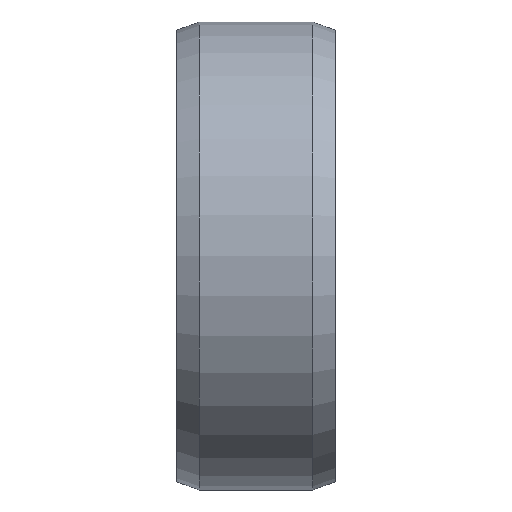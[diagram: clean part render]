
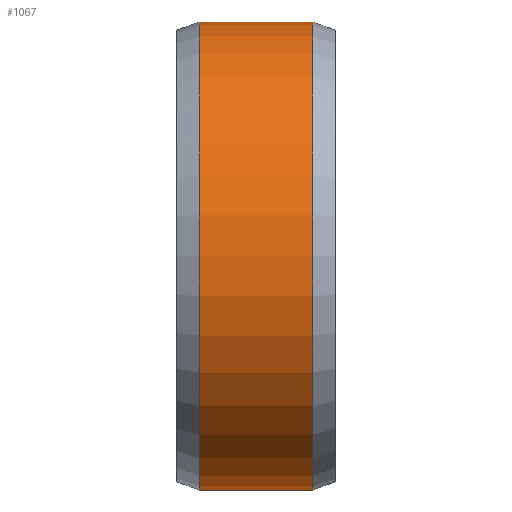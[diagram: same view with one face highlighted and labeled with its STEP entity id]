
A CAD part, top view. The second image highlights one B-rep face of the part: STEP entity #1067.
In plain terms, the highlighted cylindrical face has radius 31 mm (diameter 62 mm), a partial arc.
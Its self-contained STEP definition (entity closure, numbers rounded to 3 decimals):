
#806=CARTESIAN_POINT('',(-7.5,0.,0.));
#807=DIRECTION('',(1.,0.,0.));
#808=DIRECTION('',(0.,1.,0.));
#809=AXIS2_PLACEMENT_3D('',#806,#807,#808);
#811=CARTESIAN_POINT('',(-7.5,0.,0.));
#812=DIRECTION('',(1.,0.,0.));
#813=DIRECTION('',(0.,0.,1.));
#814=AXIS2_PLACEMENT_3D('',#811,#812,#813);
#820=DIRECTION('',(-1.,0.,0.));
#821=VECTOR('',#820,15.);
#822=CARTESIAN_POINT('',(7.5,-31.,0.));
#823=LINE('',#822,#821);
#824=CARTESIAN_POINT('',(7.5,0.,0.));
#825=DIRECTION('',(-1.,0.,0.));
#826=DIRECTION('',(0.,-1.,0.));
#827=AXIS2_PLACEMENT_3D('',#824,#825,#826);
#829=CARTESIAN_POINT('',(7.5,0.,0.));
#830=DIRECTION('',(-1.,0.,0.));
#831=DIRECTION('',(0.,0.,1.));
#832=AXIS2_PLACEMENT_3D('',#829,#830,#831);
#882=DIRECTION('',(-1.,0.,0.));
#883=VECTOR('',#882,15.);
#884=CARTESIAN_POINT('',(7.5,31.,0.));
#885=LINE('',#884,#883);
#948=CARTESIAN_POINT('',(-7.5,-31.,0.));
#949=VERTEX_POINT('',#948);
#951=CARTESIAN_POINT('',(-7.5,31.,0.));
#953=VERTEX_POINT('',#951);
#984=CARTESIAN_POINT('',(7.5,-31.,0.));
#985=VERTEX_POINT('',#984);
#986=CARTESIAN_POINT('',(7.5,0.,31.));
#987=CARTESIAN_POINT('',(7.5,31.,0.));
#988=VERTEX_POINT('',#986);
#989=VERTEX_POINT('',#987);
#992=CARTESIAN_POINT('',(-7.5,0.,31.));
#993=VERTEX_POINT('',#992);
#1050=CARTESIAN_POINT('',(-10.5,0.,0.));
#1051=DIRECTION('',(1.,0.,0.));
#1052=DIRECTION('',(0.,-1.,0.));
#1053=AXIS2_PLACEMENT_3D('',#1050,#1051,#1052);
#1054=CYLINDRICAL_SURFACE('',#1053,31.);
#1056=ORIENTED_EDGE('',*,*,#1055,.F.);
#1058=ORIENTED_EDGE('',*,*,#1057,.F.);
#1060=ORIENTED_EDGE('',*,*,#1059,.T.);
#1061=ORIENTED_EDGE('',*,*,#1044,.F.);
#1062=ORIENTED_EDGE('',*,*,#1042,.F.);
#1064=ORIENTED_EDGE('',*,*,#1063,.F.);
#1065=EDGE_LOOP('',(#1056,#1058,#1060,#1061,#1062,#1064));
#1066=FACE_OUTER_BOUND('',#1065,.F.);
#810=CIRCLE('',#809,31.);
#815=CIRCLE('',#814,31.);
#828=CIRCLE('',#827,31.);
#833=CIRCLE('',#832,31.);
#1042=EDGE_CURVE('',#953,#993,#810,.T.);
#1044=EDGE_CURVE('',#993,#949,#815,.T.);
#1055=EDGE_CURVE('',#988,#989,#833,.T.);
#1057=EDGE_CURVE('',#985,#988,#828,.T.);
#1059=EDGE_CURVE('',#985,#949,#823,.T.);
#1063=EDGE_CURVE('',#989,#953,#885,.T.);
#1067=ADVANCED_FACE('',(#1066),#1054,.T.);
